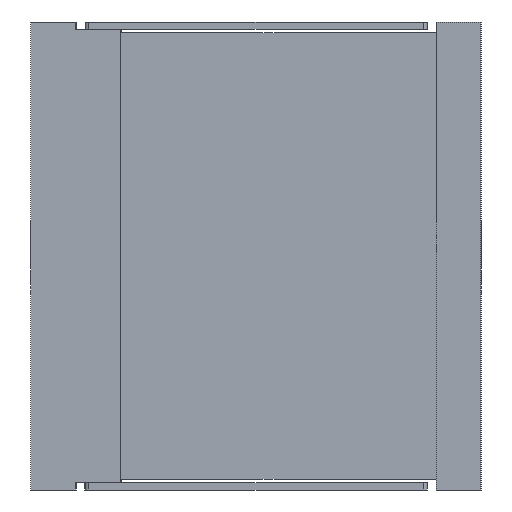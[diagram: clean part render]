
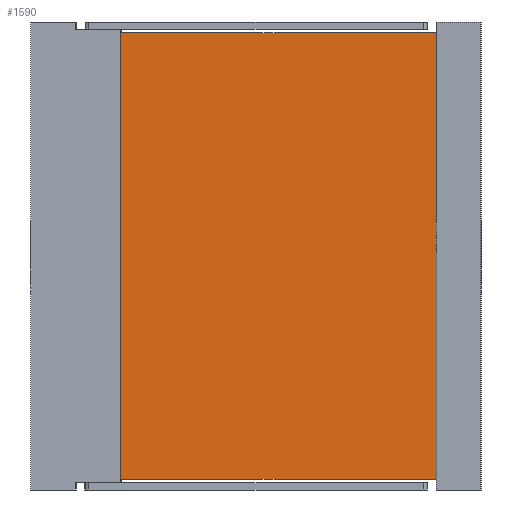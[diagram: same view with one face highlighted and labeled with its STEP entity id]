
A CAD part, left-side view. The second image highlights one B-rep face of the part: STEP entity #1590.
In plain terms, the highlighted planar face has unit normal (-1, 0, 0).
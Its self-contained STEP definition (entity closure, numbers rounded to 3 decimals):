
#1 = VERTEX_POINT ( 'NONE', #439 ) ;
#38 = VERTEX_POINT ( 'NONE', #819 ) ;
#40 = DIRECTION ( 'NONE',  ( 0., 0., 1. ) ) ;
#439 = CARTESIAN_POINT ( 'NONE',  ( -220., 12.5, 62. ) ) ;
#486 = DIRECTION ( 'NONE',  ( 0., 0., 1. ) ) ;
#685 = ORIENTED_EDGE ( 'NONE', *, *, #2299, .F. ) ;
#697 = ORIENTED_EDGE ( 'NONE', *, *, #2634, .F. ) ;
#819 = CARTESIAN_POINT ( 'NONE',  ( -220., 100., 62. ) ) ;
#931 = FACE_OUTER_BOUND ( 'NONE', #4670, .T. ) ;
#1030 = VECTOR ( 'NONE', #3309, 1000. ) ;
#1218 = LINE ( 'NONE', #3756, #4355 ) ;
#1423 = PLANE ( 'NONE',  #3929 ) ;
#1488 = DIRECTION ( 'NONE',  ( 1., 0., 0. ) ) ;
#1498 = CARTESIAN_POINT ( 'NONE',  ( -220., 100., -62. ) ) ;
#1590 = ADVANCED_FACE ( 'NONE', ( #931 ), #1423, .F. ) ;
#1775 = LINE ( 'NONE', #3909, #4342 ) ;
#1813 = CARTESIAN_POINT ( 'NONE',  ( -220., 12.5, -65. ) ) ;
#1853 = VERTEX_POINT ( 'NONE', #3728 ) ;
#2299 = EDGE_CURVE ( 'NONE', #1853, #38, #2752, .T. ) ;
#2634 = EDGE_CURVE ( 'NONE', #3740, #1853, #4065, .T. ) ;
#2646 = ORIENTED_EDGE ( 'NONE', *, *, #4461, .F. ) ;
#2752 = LINE ( 'NONE', #4421, #3441 ) ;
#3309 = DIRECTION ( 'NONE',  ( 0., 1., 0. ) ) ;
#3314 = ORIENTED_EDGE ( 'NONE', *, *, #3750, .T. ) ;
#3441 = VECTOR ( 'NONE', #486, 1000. ) ;
#3527 = DIRECTION ( 'NONE',  ( 0., -1., 0. ) ) ;
#3728 = CARTESIAN_POINT ( 'NONE',  ( -220., 100., -62. ) ) ;
#3740 = VERTEX_POINT ( 'NONE', #4102 ) ;
#3750 = EDGE_CURVE ( 'NONE', #3740, #1, #1218, .T. ) ;
#3756 = CARTESIAN_POINT ( 'NONE',  ( -220., 12.5, -65. ) ) ;
#3909 = CARTESIAN_POINT ( 'NONE',  ( -220., 100., 62. ) ) ;
#3929 = AXIS2_PLACEMENT_3D ( 'NONE', #1813, #1488, #4738 ) ;
#4065 = LINE ( 'NONE', #1498, #1030 ) ;
#4102 = CARTESIAN_POINT ( 'NONE',  ( -220., 12.5, -62. ) ) ;
#4342 = VECTOR ( 'NONE', #3527, 1000. ) ;
#4355 = VECTOR ( 'NONE', #40, 1000. ) ;
#4421 = CARTESIAN_POINT ( 'NONE',  ( -220., 100., -65. ) ) ;
#4461 = EDGE_CURVE ( 'NONE', #38, #1, #1775, .T. ) ;
#4670 = EDGE_LOOP ( 'NONE', ( #685, #697, #3314, #2646 ) ) ;
#4738 = DIRECTION ( 'NONE',  ( 0., 0., -1. ) ) ;
